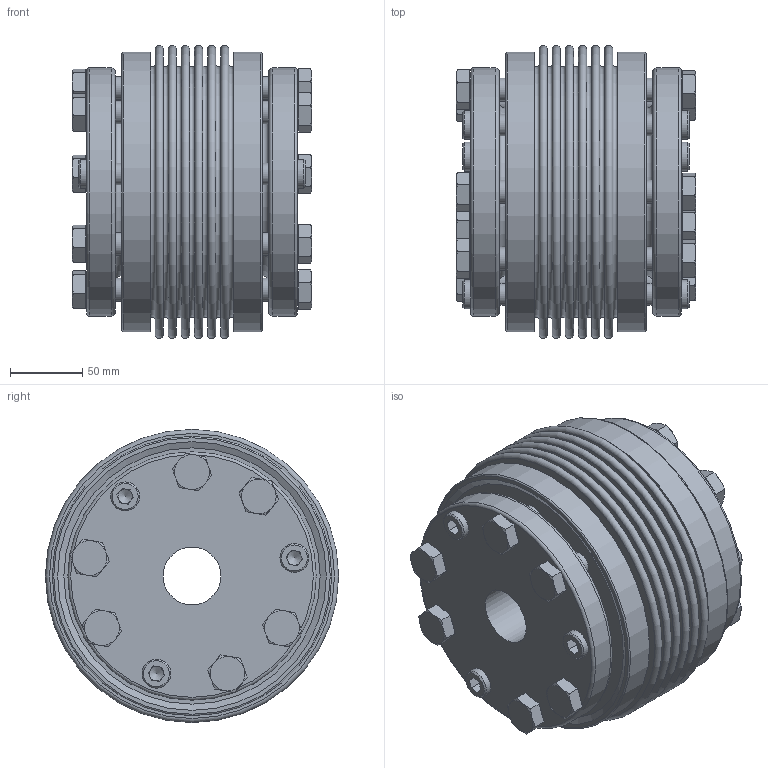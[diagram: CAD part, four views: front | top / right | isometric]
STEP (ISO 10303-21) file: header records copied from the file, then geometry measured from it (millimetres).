
FILE_DESCRIPTION( ( 'Unknown' ), '1' );
FILE_NAME( 'KSD 2500.stp', 'Unknown', ( 'Unknown' ), ( 'Unknown' ), 'PSStep 10.1', 'Unknown', ' ' );
FILE_SCHEMA( ( 'AUTOMOTIVE_DESIGN { 1 0 10303 214 1 1 1 1 }' ) );
Length unit declared in the file: millimetre
Products named in the file (1): 20113495-oa17
Bounding box: 165.99 x 203 x 203 mm (x, y, z)
Volume: 3237612.7 mm3; surface area: 572035.6 mm2
Topology: 1 solids, 1 shells, 464 faces, 1012 edges, 652 vertices
Faces by surface type: plane 248, cone 100, cylinder 76, torus 40
Full cylindrical faces by diameter (mm): 14 x12, 15 x6, 16 x12, 17 x12, 18.5 x6, 20 x6, 22.5 x12, 40 x2, 116 x2, 168 x2, 172 x2, 193.5 x2
Entity records: 15404 total; most frequent: CARTESIAN_POINT 2539, DIRECTION 1918, ORIENTED_EDGE 1564, AXIS2_PLACEMENT_3D 815, EDGE_CURVE 782, EDGE_LOOP 736, FACE_OUTER_BOUND 580, VERTEX_POINT 572
